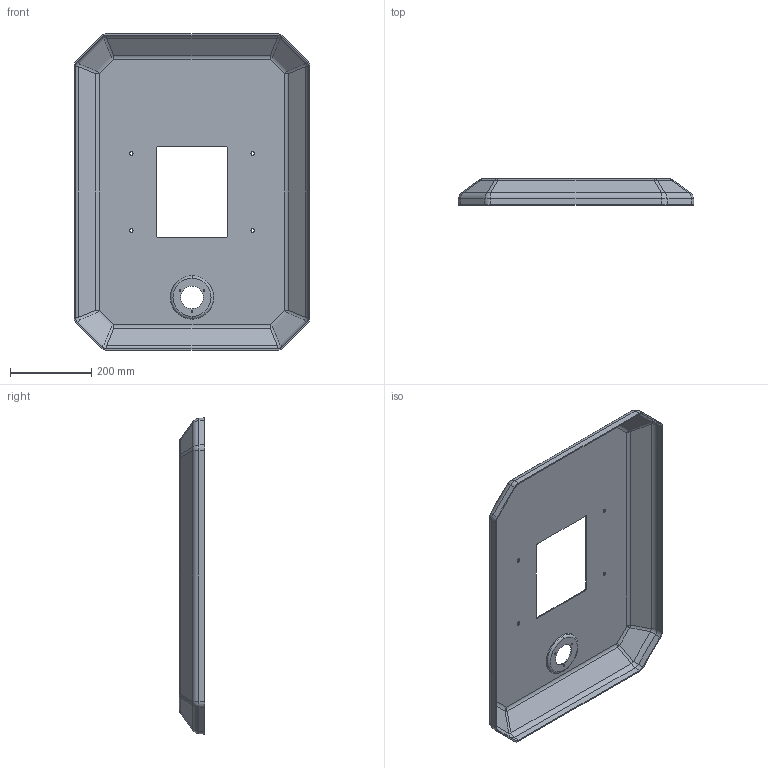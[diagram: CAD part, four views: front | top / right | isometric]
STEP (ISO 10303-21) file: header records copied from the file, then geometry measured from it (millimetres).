
FILE_DESCRIPTION (( 'STEP AP203' ), '1' );
FILE_NAME ('DR1.00.00.00.004 Êðûøêà.STEP', '2023-02-14T12:00:02', ( '' ), ( '' ), 'SwSTEP 2.0', 'SolidWorks 2017', '' );
FILE_SCHEMA (( 'CONFIG_CONTROL_DESIGN' ));
Length unit declared in the file: millimetre
Products named in the file (1): DR1.00.00.00.004 署赅
Bounding box: 582 x 64 x 780 mm (x, y, z)
Volume: 1441505.7 mm3; surface area: 972033.7 mm2
Topology: 1 solids, 1 shells, 167 faces, 384 edges, 206 vertices
Faces by surface type: cylinder 80, plane 41, sphere 32, cone 8, torus 6
Entity records: 4623 total; most frequent: DIRECTION 860, CARTESIAN_POINT 790, ORIENTED_EDGE 736, EDGE_CURVE 368, AXIS2_PLACEMENT_3D 340, VERTEX_POINT 206, EDGE_LOOP 188, VECTOR 180
